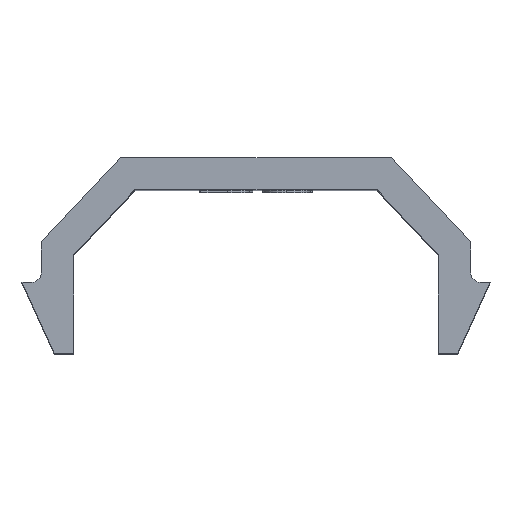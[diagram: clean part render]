
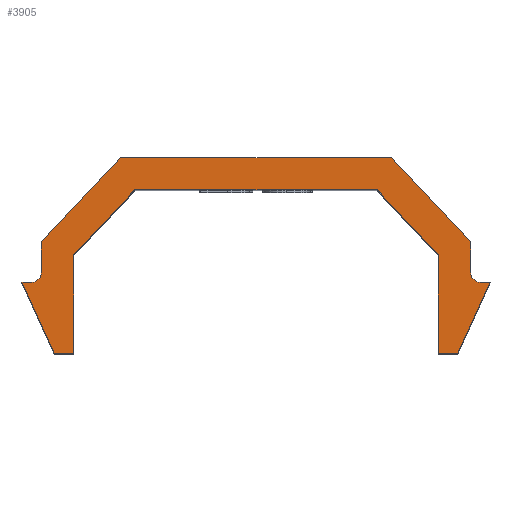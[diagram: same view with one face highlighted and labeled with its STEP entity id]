
A CAD part, top view. The second image highlights one B-rep face of the part: STEP entity #3905.
In plain terms, the highlighted planar face has unit normal (0, 0, 1).
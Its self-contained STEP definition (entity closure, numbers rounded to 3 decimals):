
#8 = VECTOR ( 'NONE', #2665, 1000. ) ;
#15 = VECTOR ( 'NONE', #1559, 1000. ) ;
#25 = EDGE_CURVE ( 'NONE', #132, #2282, #2799, .T. ) ;
#60 = ORIENTED_EDGE ( 'NONE', *, *, #2678, .T. ) ;
#131 = DIRECTION ( 'NONE',  ( 0.414, 0.91, 0. ) ) ;
#132 = VERTEX_POINT ( 'NONE', #836 ) ;
#135 = LINE ( 'NONE', #2491, #603 ) ;
#143 = ORIENTED_EDGE ( 'NONE', *, *, #2428, .T. ) ;
#154 = VECTOR ( 'NONE', #324, 1000. ) ;
#192 = CARTESIAN_POINT ( 'NONE',  ( 12.45, -12.1, 36. ) ) ;
#207 = VERTEX_POINT ( 'NONE', #854 ) ;
#208 = EDGE_CURVE ( 'NONE', #207, #2327, #2977, .T. ) ;
#217 = LINE ( 'NONE', #4254, #1516 ) ;
#218 = VERTEX_POINT ( 'NONE', #2551 ) ;
#226 = DIRECTION ( 'NONE',  ( -0.685, 0.728, 0. ) ) ;
#279 = CARTESIAN_POINT ( 'NONE',  ( 11.25, -12.1, 36. ) ) ;
#324 = DIRECTION ( 'NONE',  ( -1., 0., 0. ) ) ;
#350 = VERTEX_POINT ( 'NONE', #4173 ) ;
#366 = CIRCLE ( 'NONE', #883, 0.6 ) ;
#421 = CARTESIAN_POINT ( 'NONE',  ( -13.25, -7.7, 36. ) ) ;
#439 = LINE ( 'NONE', #3185, #740 ) ;
#472 = ORIENTED_EDGE ( 'NONE', *, *, #2465, .T. ) ;
#475 = LINE ( 'NONE', #1841, #3453 ) ;
#484 = CARTESIAN_POINT ( 'NONE',  ( 0., 0., 36. ) ) ;
#564 = DIRECTION ( 'NONE',  ( -1., 0., 0. ) ) ;
#603 = VECTOR ( 'NONE', #2185, 1000. ) ;
#627 = LINE ( 'NONE', #2008, #154 ) ;
#659 = EDGE_CURVE ( 'NONE', #3227, #3004, #1838, .T. ) ;
#687 = EDGE_CURVE ( 'NONE', #3600, #207, #1899, .T. ) ;
#691 = CARTESIAN_POINT ( 'NONE',  ( -8.35, 0., 36. ) ) ;
#740 = VECTOR ( 'NONE', #1471, 1000. ) ;
#756 = ORIENTED_EDGE ( 'NONE', *, *, #25, .T. ) ;
#820 = VECTOR ( 'NONE', #1568, 1000. ) ;
#836 = CARTESIAN_POINT ( 'NONE',  ( 7.486, -2., 36. ) ) ;
#854 = CARTESIAN_POINT ( 'NONE',  ( -14.45, -7.7, 36. ) ) ;
#872 = CARTESIAN_POINT ( 'NONE',  ( -12.45, -12.1, 36. ) ) ;
#875 = CARTESIAN_POINT ( 'NONE',  ( -13.85, -7.7, 36. ) ) ;
#883 = AXIS2_PLACEMENT_3D ( 'NONE', #3358, #4080, #984 ) ;
#894 = DIRECTION ( 'NONE',  ( -1., 0., 0. ) ) ;
#936 = LINE ( 'NONE', #4076, #4335 ) ;
#969 = ORIENTED_EDGE ( 'NONE', *, *, #1160, .T. ) ;
#971 = CARTESIAN_POINT ( 'NONE',  ( 12.45, -12.1, 36. ) ) ;
#983 = ORIENTED_EDGE ( 'NONE', *, *, #687, .T. ) ;
#984 = DIRECTION ( 'NONE',  ( -1., 0., 0. ) ) ;
#999 = LINE ( 'NONE', #2355, #820 ) ;
#1059 = CARTESIAN_POINT ( 'NONE',  ( 8.35, 0., 36. ) ) ;
#1091 = AXIS2_PLACEMENT_3D ( 'NONE', #1783, #2849, #2826 ) ;
#1096 = CARTESIAN_POINT ( 'NONE',  ( 13.25, -5.207, 36. ) ) ;
#1122 = VERTEX_POINT ( 'NONE', #3644 ) ;
#1160 = EDGE_CURVE ( 'NONE', #2997, #2706, #2271, .T. ) ;
#1225 = VECTOR ( 'NONE', #4361, 1000. ) ;
#1296 = VECTOR ( 'NONE', #1786, 1000. ) ;
#1322 = LINE ( 'NONE', #279, #8 ) ;
#1471 = DIRECTION ( 'NONE',  ( -1., 0., 0. ) ) ;
#1516 = VECTOR ( 'NONE', #4294, 1000. ) ;
#1528 = EDGE_CURVE ( 'NONE', #1898, #350, #475, .T. ) ;
#1537 = CARTESIAN_POINT ( 'NONE',  ( -14.45, -7.7, 36. ) ) ;
#1559 = DIRECTION ( 'NONE',  ( 1., 0., 0. ) ) ;
#1568 = DIRECTION ( 'NONE',  ( 0.685, 0.728, 0. ) ) ;
#1578 = LINE ( 'NONE', #872, #3604 ) ;
#1602 = ORIENTED_EDGE ( 'NONE', *, *, #1528, .T. ) ;
#1606 = EDGE_LOOP ( 'NONE', ( #3581, #4050, #3107, #4411, #143, #756, #2575, #1995, #1602, #60, #3444, #4021, #969, #472, #3403, #1940, #3494, #983 ) ) ;
#1724 = EDGE_CURVE ( 'NONE', #3004, #3600, #3811, .T. ) ;
#1759 = CARTESIAN_POINT ( 'NONE',  ( -11.25, -12.1, 36. ) ) ;
#1764 = CARTESIAN_POINT ( 'NONE',  ( 11.25, -12.1, 36. ) ) ;
#1766 = VERTEX_POINT ( 'NONE', #1764 ) ;
#1772 = CARTESIAN_POINT ( 'NONE',  ( -13.25, -5.207, 36. ) ) ;
#1783 = CARTESIAN_POINT ( 'NONE',  ( -13.85, -7.1, 36. ) ) ;
#1786 = DIRECTION ( 'NONE',  ( 0., -1., 0. ) ) ;
#1837 = VERTEX_POINT ( 'NONE', #3256 ) ;
#1838 = LINE ( 'NONE', #421, #1296 ) ;
#1841 = CARTESIAN_POINT ( 'NONE',  ( 14.45, -7.7, 36. ) ) ;
#1898 = VERTEX_POINT ( 'NONE', #971 ) ;
#1899 = LINE ( 'NONE', #2963, #2872 ) ;
#1907 = CARTESIAN_POINT ( 'NONE',  ( -12.45, -12.1, 36. ) ) ;
#1927 = CARTESIAN_POINT ( 'NONE',  ( 8.35, 0., 36. ) ) ;
#1940 = ORIENTED_EDGE ( 'NONE', *, *, #659, .T. ) ;
#1995 = ORIENTED_EDGE ( 'NONE', *, *, #3619, .T. ) ;
#2008 = CARTESIAN_POINT ( 'NONE',  ( -8.35, 0., 36. ) ) ;
#2060 = VERTEX_POINT ( 'NONE', #3010 ) ;
#2096 = AXIS2_PLACEMENT_3D ( 'NONE', #484, #3548, #894 ) ;
#2097 = LINE ( 'NONE', #691, #4115 ) ;
#2185 = DIRECTION ( 'NONE',  ( 0., 1., 0. ) ) ;
#2250 = CARTESIAN_POINT ( 'NONE',  ( -11.25, -6., 36. ) ) ;
#2271 = LINE ( 'NONE', #1927, #2365 ) ;
#2282 = VERTEX_POINT ( 'NONE', #3752 ) ;
#2327 = VERTEX_POINT ( 'NONE', #1907 ) ;
#2355 = CARTESIAN_POINT ( 'NONE',  ( -7.486, -2., 36. ) ) ;
#2365 = VECTOR ( 'NONE', #226, 1000. ) ;
#2428 = EDGE_CURVE ( 'NONE', #1837, #132, #217, .T. ) ;
#2451 = CARTESIAN_POINT ( 'NONE',  ( -13.25, -7.1, 36. ) ) ;
#2456 = CARTESIAN_POINT ( 'NONE',  ( 7.486, -2., 36. ) ) ;
#2465 = EDGE_CURVE ( 'NONE', #2706, #2060, #627, .T. ) ;
#2491 = CARTESIAN_POINT ( 'NONE',  ( -11.25, -12.1, 36. ) ) ;
#2545 = EDGE_CURVE ( 'NONE', #2282, #1766, #1322, .T. ) ;
#2551 = CARTESIAN_POINT ( 'NONE',  ( 13.85, -7.7, 36. ) ) ;
#2575 = ORIENTED_EDGE ( 'NONE', *, *, #2545, .T. ) ;
#2665 = DIRECTION ( 'NONE',  ( 0., -1., 0. ) ) ;
#2678 = EDGE_CURVE ( 'NONE', #350, #218, #439, .T. ) ;
#2706 = VERTEX_POINT ( 'NONE', #1059 ) ;
#2773 = DIRECTION ( 'NONE',  ( -0.685, -0.728, 0. ) ) ;
#2797 = EDGE_CURVE ( 'NONE', #2327, #3864, #1578, .T. ) ;
#2799 = LINE ( 'NONE', #2456, #3662 ) ;
#2826 = DIRECTION ( 'NONE',  ( -1., 0., 0. ) ) ;
#2847 = EDGE_CURVE ( 'NONE', #218, #1122, #366, .T. ) ;
#2849 = DIRECTION ( 'NONE',  ( 0., 0., -1. ) ) ;
#2872 = VECTOR ( 'NONE', #564, 1000. ) ;
#2963 = CARTESIAN_POINT ( 'NONE',  ( -14.45, -7.7, 36. ) ) ;
#2977 = LINE ( 'NONE', #1537, #1225 ) ;
#2984 = EDGE_CURVE ( 'NONE', #2060, #3227, #2097, .T. ) ;
#2997 = VERTEX_POINT ( 'NONE', #1096 ) ;
#3004 = VERTEX_POINT ( 'NONE', #2451 ) ;
#3010 = CARTESIAN_POINT ( 'NONE',  ( -8.35, 0., 36. ) ) ;
#3107 = ORIENTED_EDGE ( 'NONE', *, *, #4210, .T. ) ;
#3118 = DIRECTION ( 'NONE',  ( 0.685, -0.728, 0. ) ) ;
#3151 = EDGE_CURVE ( 'NONE', #1122, #2997, #936, .T. ) ;
#3185 = CARTESIAN_POINT ( 'NONE',  ( 14.45, -7.7, 36. ) ) ;
#3227 = VERTEX_POINT ( 'NONE', #1772 ) ;
#3228 = DIRECTION ( 'NONE',  ( 1., 0., 0. ) ) ;
#3256 = CARTESIAN_POINT ( 'NONE',  ( -7.486, -2., 36. ) ) ;
#3277 = LINE ( 'NONE', #192, #15 ) ;
#3358 = CARTESIAN_POINT ( 'NONE',  ( 13.85, -7.1, 36. ) ) ;
#3403 = ORIENTED_EDGE ( 'NONE', *, *, #2984, .T. ) ;
#3439 = VERTEX_POINT ( 'NONE', #2250 ) ;
#3444 = ORIENTED_EDGE ( 'NONE', *, *, #2847, .T. ) ;
#3453 = VECTOR ( 'NONE', #131, 1000. ) ;
#3494 = ORIENTED_EDGE ( 'NONE', *, *, #1724, .T. ) ;
#3548 = DIRECTION ( 'NONE',  ( 0., 0., -1. ) ) ;
#3570 = FACE_OUTER_BOUND ( 'NONE', #1606, .T. ) ;
#3581 = ORIENTED_EDGE ( 'NONE', *, *, #208, .T. ) ;
#3600 = VERTEX_POINT ( 'NONE', #875 ) ;
#3604 = VECTOR ( 'NONE', #3228, 1000. ) ;
#3610 = PLANE ( 'NONE',  #2096 ) ;
#3619 = EDGE_CURVE ( 'NONE', #1766, #1898, #3277, .T. ) ;
#3644 = CARTESIAN_POINT ( 'NONE',  ( 13.25, -7.1, 36. ) ) ;
#3662 = VECTOR ( 'NONE', #3118, 1000. ) ;
#3670 = DIRECTION ( 'NONE',  ( 0., 1., 0. ) ) ;
#3752 = CARTESIAN_POINT ( 'NONE',  ( 11.25, -6., 36. ) ) ;
#3811 = CIRCLE ( 'NONE', #1091, 0.6 ) ;
#3864 = VERTEX_POINT ( 'NONE', #1759 ) ;
#3905 = ADVANCED_FACE ( 'NONE', ( #3570 ), #3610, .F. ) ;
#4021 = ORIENTED_EDGE ( 'NONE', *, *, #3151, .T. ) ;
#4050 = ORIENTED_EDGE ( 'NONE', *, *, #2797, .T. ) ;
#4076 = CARTESIAN_POINT ( 'NONE',  ( 13.25, -7.7, 36. ) ) ;
#4080 = DIRECTION ( 'NONE',  ( 0., 0., -1. ) ) ;
#4115 = VECTOR ( 'NONE', #2773, 1000. ) ;
#4173 = CARTESIAN_POINT ( 'NONE',  ( 14.45, -7.7, 36. ) ) ;
#4210 = EDGE_CURVE ( 'NONE', #3864, #3439, #135, .T. ) ;
#4254 = CARTESIAN_POINT ( 'NONE',  ( -7.486, -2., 36. ) ) ;
#4294 = DIRECTION ( 'NONE',  ( 1., 0., 0. ) ) ;
#4335 = VECTOR ( 'NONE', #3670, 1000. ) ;
#4361 = DIRECTION ( 'NONE',  ( 0.414, -0.91, 0. ) ) ;
#4369 = EDGE_CURVE ( 'NONE', #3439, #1837, #999, .T. ) ;
#4411 = ORIENTED_EDGE ( 'NONE', *, *, #4369, .T. ) ;
